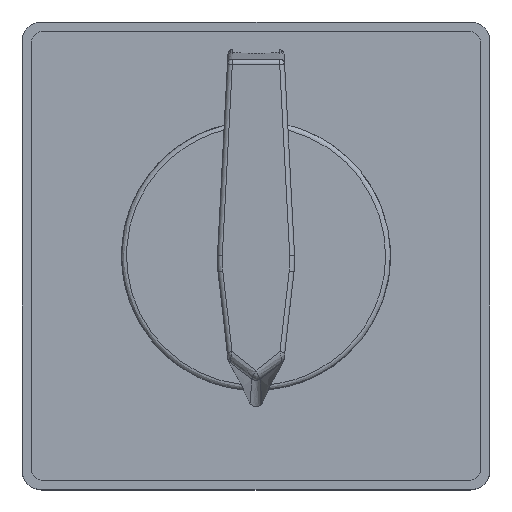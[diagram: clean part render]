
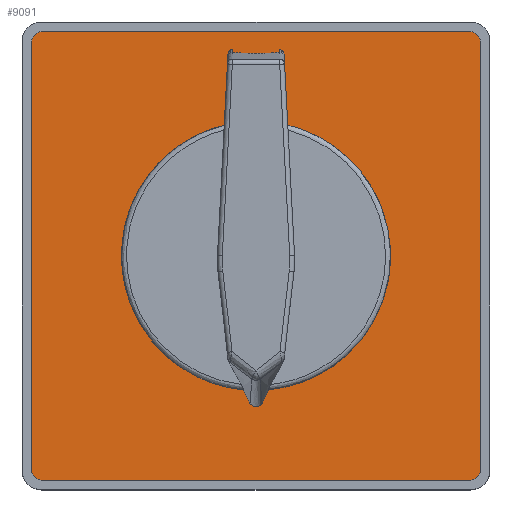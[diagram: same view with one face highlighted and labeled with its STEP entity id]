
A CAD part, top view. The second image highlights one B-rep face of the part: STEP entity #9091.
In plain terms, the highlighted planar face has unit normal (0, 0, 1).
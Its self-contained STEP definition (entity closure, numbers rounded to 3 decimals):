
#68 = VECTOR ( 'NONE', #4585, 1000. ) ;
#672 = ORIENTED_EDGE ( 'NONE', *, *, #4167, .T. ) ;
#939 = VERTEX_POINT ( 'NONE', #13503 ) ;
#1069 = CARTESIAN_POINT ( 'NONE',  ( 23., -22., 3.5 ) ) ;
#1165 = ORIENTED_EDGE ( 'NONE', *, *, #16433, .F. ) ;
#1305 = CARTESIAN_POINT ( 'NONE',  ( 23., -22., 3.5 ) ) ;
#1517 = VERTEX_POINT ( 'NONE', #11111 ) ;
#1858 = VECTOR ( 'NONE', #6242, 1000. ) ;
#2101 = EDGE_CURVE ( 'NONE', #1517, #12878, #14050, .T. ) ;
#2167 = DIRECTION ( 'NONE',  ( 0., 0., 1. ) ) ;
#2416 = VECTOR ( 'NONE', #12767, 1000. ) ;
#2430 = CARTESIAN_POINT ( 'NONE',  ( -12.3, 0., 3.5 ) ) ;
#2703 = DIRECTION ( 'NONE',  ( 1., 0., 0. ) ) ;
#2890 = CARTESIAN_POINT ( 'NONE',  ( 23., 22., 3.5 ) ) ;
#3415 = DIRECTION ( 'NONE',  ( 1., 0., 0. ) ) ;
#3446 = LINE ( 'NONE', #1069, #1858 ) ;
#3534 = DIRECTION ( 'NONE',  ( 1., 0., 0. ) ) ;
#4087 = ORIENTED_EDGE ( 'NONE', *, *, #16549, .T. ) ;
#4167 = EDGE_CURVE ( 'NONE', #16119, #939, #6416, .T. ) ;
#4428 = CIRCLE ( 'NONE', #6587, 1. ) ;
#4458 = ORIENTED_EDGE ( 'NONE', *, *, #4512, .F. ) ;
#4468 = CARTESIAN_POINT ( 'NONE',  ( -23., 22., 3.5 ) ) ;
#4512 = EDGE_CURVE ( 'NONE', #11402, #10674, #14277, .T. ) ;
#4585 = DIRECTION ( 'NONE',  ( 1., 0., 0. ) ) ;
#4597 = LINE ( 'NONE', #6027, #6973 ) ;
#4645 = DIRECTION ( 'NONE',  ( 0., 0., 1. ) ) ;
#4654 = ORIENTED_EDGE ( 'NONE', *, *, #15492, .T. ) ;
#4807 = EDGE_LOOP ( 'NONE', ( #13678, #16759, #5397, #4654, #672, #8273, #4847, #4087 ) ) ;
#4847 = ORIENTED_EDGE ( 'NONE', *, *, #8505, .T. ) ;
#4923 = VERTEX_POINT ( 'NONE', #4468 ) ;
#5397 = ORIENTED_EDGE ( 'NONE', *, *, #14584, .T. ) ;
#5965 = CARTESIAN_POINT ( 'NONE',  ( 22., 22., 3.5 ) ) ;
#6020 = CARTESIAN_POINT ( 'NONE',  ( -22., 22., 3.5 ) ) ;
#6027 = CARTESIAN_POINT ( 'NONE',  ( -23., 22., 3.5 ) ) ;
#6100 = CARTESIAN_POINT ( 'NONE',  ( 12.3, 0., 3.5 ) ) ;
#6242 = DIRECTION ( 'NONE',  ( 0., 1., 0. ) ) ;
#6402 = CARTESIAN_POINT ( 'NONE',  ( 22., 23., 3.5 ) ) ;
#6416 = CIRCLE ( 'NONE', #14279, 1. ) ;
#6457 = AXIS2_PLACEMENT_3D ( 'NONE', #11257, #2167, #3534 ) ;
#6587 = AXIS2_PLACEMENT_3D ( 'NONE', #11472, #16635, #2703 ) ;
#6950 = AXIS2_PLACEMENT_3D ( 'NONE', #11806, #12060, #10456 ) ;
#6973 = VECTOR ( 'NONE', #9779, 1000. ) ;
#7179 = DIRECTION ( 'NONE',  ( 1., 0., 0. ) ) ;
#7313 = DIRECTION ( 'NONE',  ( 0., 0., 1. ) ) ;
#7443 = CARTESIAN_POINT ( 'NONE',  ( -23., -22., 3.5 ) ) ;
#7528 = EDGE_CURVE ( 'NONE', #11244, #1517, #8470, .T. ) ;
#7537 = CIRCLE ( 'NONE', #6457, 12.3 ) ;
#8125 = VERTEX_POINT ( 'NONE', #9277 ) ;
#8236 = LINE ( 'NONE', #13494, #68 ) ;
#8273 = ORIENTED_EDGE ( 'NONE', *, *, #9228, .T. ) ;
#8470 = CIRCLE ( 'NONE', #11994, 1. ) ;
#8505 = EDGE_CURVE ( 'NONE', #8125, #12600, #4428, .T. ) ;
#9091 = ADVANCED_FACE ( 'NONE', ( #15119, #13936 ), #12414, .T. ) ;
#9228 = EDGE_CURVE ( 'NONE', #939, #8125, #8236, .T. ) ;
#9277 = CARTESIAN_POINT ( 'NONE',  ( 22., -23., 3.5 ) ) ;
#9287 = EDGE_LOOP ( 'NONE', ( #1165, #4458 ) ) ;
#9779 = DIRECTION ( 'NONE',  ( 0., -1., 0. ) ) ;
#10456 = DIRECTION ( 'NONE',  ( 1., 0., 0. ) ) ;
#10500 = CIRCLE ( 'NONE', #12659, 1. ) ;
#10674 = VERTEX_POINT ( 'NONE', #2430 ) ;
#10950 = AXIS2_PLACEMENT_3D ( 'NONE', #5965, #7313, #3415 ) ;
#11111 = CARTESIAN_POINT ( 'NONE',  ( 22., 23., 3.5 ) ) ;
#11205 = DIRECTION ( 'NONE',  ( 1., 0., 0. ) ) ;
#11244 = VERTEX_POINT ( 'NONE', #2890 ) ;
#11257 = CARTESIAN_POINT ( 'NONE',  ( 0., 0., 3.5 ) ) ;
#11402 = VERTEX_POINT ( 'NONE', #6100 ) ;
#11472 = CARTESIAN_POINT ( 'NONE',  ( 22., -22., 3.5 ) ) ;
#11806 = CARTESIAN_POINT ( 'NONE',  ( 0., 0., 3.5 ) ) ;
#11994 = AXIS2_PLACEMENT_3D ( 'NONE', #16176, #14913, #7179 ) ;
#12060 = DIRECTION ( 'NONE',  ( 0., 0., 1. ) ) ;
#12414 = PLANE ( 'NONE',  #10950 ) ;
#12600 = VERTEX_POINT ( 'NONE', #1305 ) ;
#12659 = AXIS2_PLACEMENT_3D ( 'NONE', #6020, #13669, #11205 ) ;
#12767 = DIRECTION ( 'NONE',  ( -1., 0., 0. ) ) ;
#12878 = VERTEX_POINT ( 'NONE', #13682 ) ;
#13494 = CARTESIAN_POINT ( 'NONE',  ( -22., -23., 3.5 ) ) ;
#13503 = CARTESIAN_POINT ( 'NONE',  ( -22., -23., 3.5 ) ) ;
#13669 = DIRECTION ( 'NONE',  ( 0., 0., 1. ) ) ;
#13678 = ORIENTED_EDGE ( 'NONE', *, *, #7528, .T. ) ;
#13682 = CARTESIAN_POINT ( 'NONE',  ( -22., 23., 3.5 ) ) ;
#13887 = DIRECTION ( 'NONE',  ( 1., 0., 0. ) ) ;
#13936 = FACE_BOUND ( 'NONE', #9287, .T. ) ;
#14050 = LINE ( 'NONE', #6402, #2416 ) ;
#14277 = CIRCLE ( 'NONE', #6950, 12.3 ) ;
#14279 = AXIS2_PLACEMENT_3D ( 'NONE', #16587, #4645, #13887 ) ;
#14584 = EDGE_CURVE ( 'NONE', #12878, #4923, #10500, .T. ) ;
#14913 = DIRECTION ( 'NONE',  ( 0., 0., 1. ) ) ;
#15119 = FACE_OUTER_BOUND ( 'NONE', #4807, .T. ) ;
#15492 = EDGE_CURVE ( 'NONE', #4923, #16119, #4597, .T. ) ;
#16119 = VERTEX_POINT ( 'NONE', #7443 ) ;
#16176 = CARTESIAN_POINT ( 'NONE',  ( 22., 22., 3.5 ) ) ;
#16433 = EDGE_CURVE ( 'NONE', #10674, #11402, #7537, .T. ) ;
#16549 = EDGE_CURVE ( 'NONE', #12600, #11244, #3446, .T. ) ;
#16587 = CARTESIAN_POINT ( 'NONE',  ( -22., -22., 3.5 ) ) ;
#16635 = DIRECTION ( 'NONE',  ( 0., 0., 1. ) ) ;
#16759 = ORIENTED_EDGE ( 'NONE', *, *, #2101, .T. ) ;
